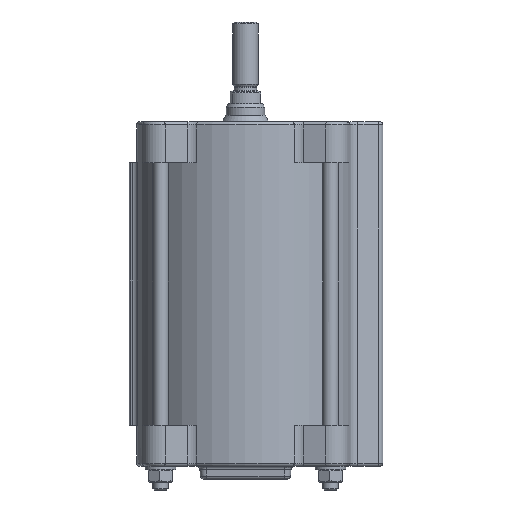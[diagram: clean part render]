
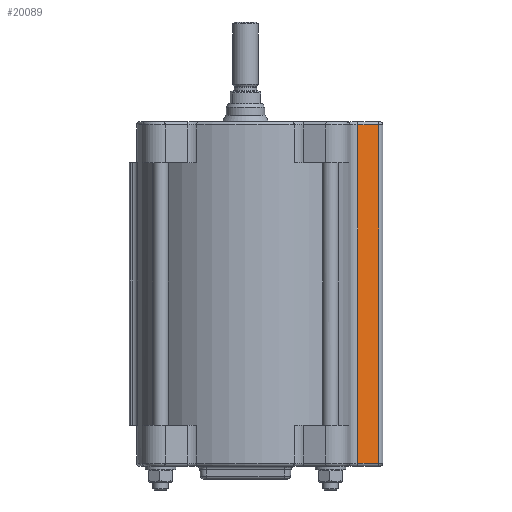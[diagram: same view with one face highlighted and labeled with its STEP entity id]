
A CAD part, front view. The second image highlights one B-rep face of the part: STEP entity #20089.
In plain terms, the highlighted planar face has unit normal (0.342, -0.94, 0).
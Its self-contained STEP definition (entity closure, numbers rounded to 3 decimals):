
#1483=LINE('',#37253,#2039);
#1653=LINE('',#44562,#2209);
#1683=LINE('',#44689,#2239);
#1685=LINE('',#44692,#2241);
#2039=VECTOR('',#26345,10.);
#2209=VECTOR('',#28183,10.);
#2239=VECTOR('',#28355,10.);
#2241=VECTOR('',#28359,10.);
#4419=FACE_OUTER_BOUND('',#6006,.T.);
#6006=EDGE_LOOP('',(#16982,#16983,#16984,#16985));
#8533=VERTEX_POINT('',#37247);
#8534=VERTEX_POINT('',#37251);
#9090=VERTEX_POINT('',#44556);
#9091=VERTEX_POINT('',#44560);
#10761=EDGE_CURVE('',#8534,#8533,#1483,.T.);
#11709=EDGE_CURVE('',#9091,#9090,#1653,.T.);
#11771=EDGE_CURVE('',#9090,#8534,#1683,.T.);
#11773=EDGE_CURVE('',#8533,#9091,#1685,.T.);
#16982=ORIENTED_EDGE('',*,*,#11773,.F.);
#16983=ORIENTED_EDGE('',*,*,#10761,.F.);
#16984=ORIENTED_EDGE('',*,*,#11771,.F.);
#16985=ORIENTED_EDGE('',*,*,#11709,.F.);
#17476=PLANE('',#22691);
#20089=ADVANCED_FACE('',(#4419),#17476,.T.);
#22691=AXIS2_PLACEMENT_3D('',#44691,#28357,#28358);
#26345=DIRECTION('',(-0.94,-0.342,0.));
#28183=DIRECTION('',(0.94,0.342,0.));
#28355=DIRECTION('',(0.,0.,-1.));
#28357=DIRECTION('center_axis',(0.342,-0.94,0.));
#28358=DIRECTION('ref_axis',(0.94,0.342,0.));
#28359=DIRECTION('',(0.,0.,1.));
#37247=CARTESIAN_POINT('',(197.557,127.306,-293.492));
#37251=CARTESIAN_POINT('',(213.979,133.283,-293.492));
#37253=CARTESIAN_POINT('',(156.413,112.331,-293.492));
#44556=CARTESIAN_POINT('',(213.979,133.283,-28.992));
#44560=CARTESIAN_POINT('',(197.557,127.306,-28.992));
#44562=CARTESIAN_POINT('',(171.413,117.79,-28.992));
#44689=CARTESIAN_POINT('',(213.979,133.283,-263.992));
#44691=CARTESIAN_POINT('Origin',(191.769,125.199,-263.992));
#44692=CARTESIAN_POINT('',(197.557,127.306,-26.492));
